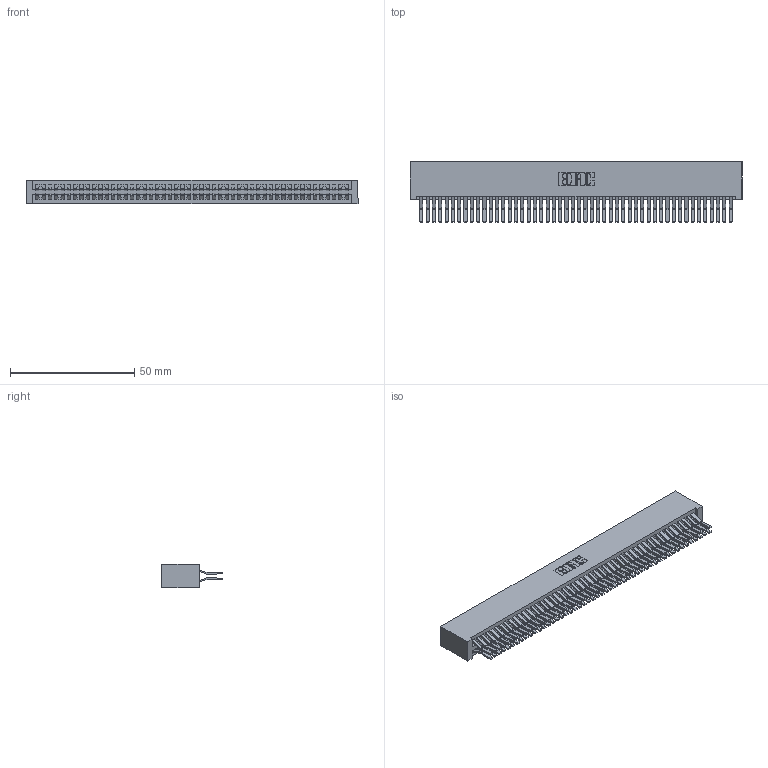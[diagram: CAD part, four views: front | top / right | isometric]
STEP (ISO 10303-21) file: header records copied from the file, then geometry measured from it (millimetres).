
FILE_DESCRIPTION (( 'STEP AP203' ), '1' );
FILE_NAME ('345-100-560-201.STEP', '2018-10-05T18:04:07', ( '' ), ( '' ), 'SwSTEP 2.0', 'SolidWorks 2016', '' );
FILE_SCHEMA (( 'CONFIG_CONTROL_DESIGN' ));
Length unit declared in the file: inch
Products named in the file (3): 345-100-560-201; 345 Part_No Mounting Lugs; 345-292-001_560 Tail
Assembly tree (101 placements, depth 2):
  345-100-560-201
    345 Part_No Mounting Lugs
    345-292-001_560 Tail  x100
Bounding box: 133.6 x 24.45 x 9.4 mm (x, y, z)
Volume: 14324.1 mm3; surface area: 23317.4 mm2
Topology: 101 solids, 101 shells, 5318 faces, 15817 edges, 10410 vertices
Faces by surface type: plane 3376, cylinder 1942
Entity records: 37965 total; most frequent: CARTESIAN_POINT 6356, ORIENTED_EDGE 6290, DIRECTION 5593, EDGE_CURVE 3145, VECTOR 2817, LINE 2817, VERTEX_POINT 2094, AXIS2_PLACEMENT_3D 1388
